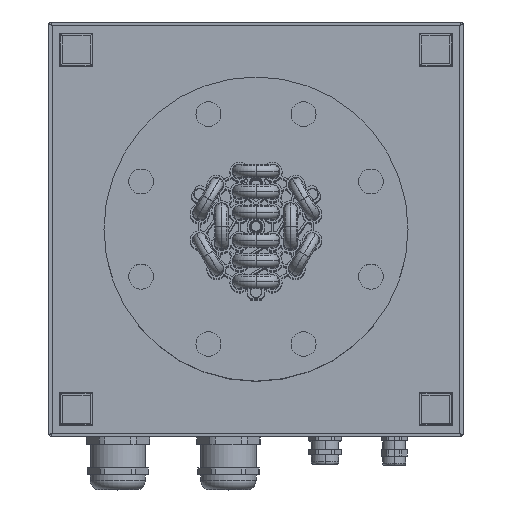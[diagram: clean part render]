
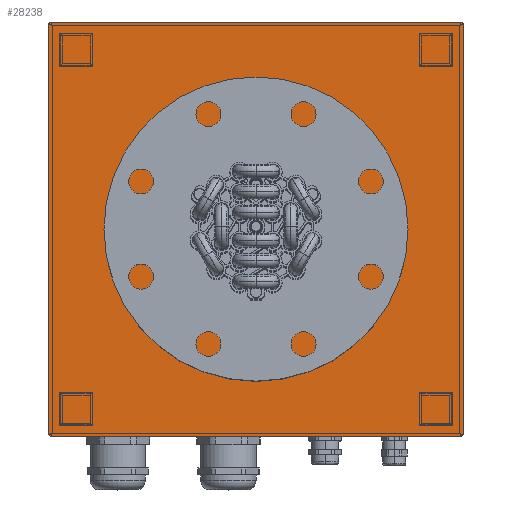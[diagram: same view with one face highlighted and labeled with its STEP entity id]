
A CAD part, top view. The second image highlights one B-rep face of the part: STEP entity #28238.
In plain terms, the highlighted face is planar.
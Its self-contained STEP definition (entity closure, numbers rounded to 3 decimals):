
#294 = DIRECTION ( 'NONE',  ( 1., 0., 0. ) ) ;
#527 = DIRECTION ( 'NONE',  ( 1., 0., 0. ) ) ;
#814 = VERTEX_POINT ( 'NONE', #17753 ) ;
#1198 = CIRCLE ( 'NONE', #13843, 58.15 ) ;
#1257 = EDGE_CURVE ( 'NONE', #2006, #14805, #41752, .T. ) ;
#2006 = VERTEX_POINT ( 'NONE', #12735 ) ;
#2210 = AXIS2_PLACEMENT_3D ( 'NONE', #2468, #37648, #15930 ) ;
#2468 = CARTESIAN_POINT ( 'NONE',  ( -148., 148., -4. ) ) ;
#2873 = DIRECTION ( 'NONE',  ( 0., 1., 0. ) ) ;
#2925 = CARTESIAN_POINT ( 'NONE',  ( -58.15, 0., -4. ) ) ;
#4455 = VERTEX_POINT ( 'NONE', #15975 ) ;
#4786 = VECTOR ( 'NONE', #23854, 1000. ) ;
#5284 = EDGE_CURVE ( 'NONE', #14505, #12446, #21436, .T. ) ;
#6195 = EDGE_LOOP ( 'NONE', ( #33926, #21178 ) ) ;
#6347 = DIRECTION ( 'NONE',  ( -1., 0., 0. ) ) ;
#6374 = EDGE_CURVE ( 'NONE', #41241, #2006, #22404, .T. ) ;
#6610 = ORIENTED_EDGE ( 'NONE', *, *, #1257, .F. ) ;
#6812 = CARTESIAN_POINT ( 'NONE',  ( 150., 148., -4. ) ) ;
#6863 = DIRECTION ( 'NONE',  ( 1., 0., 0. ) ) ;
#6891 = EDGE_CURVE ( 'NONE', #4455, #11608, #35040, .T. ) ;
#6947 = ORIENTED_EDGE ( 'NONE', *, *, #17942, .F. ) ;
#7258 = CARTESIAN_POINT ( 'NONE',  ( 148., -150., -4. ) ) ;
#7540 = VECTOR ( 'NONE', #9423, 1000. ) ;
#8239 = EDGE_CURVE ( 'NONE', #39704, #814, #36215, .T. ) ;
#9423 = DIRECTION ( 'NONE',  ( 0., -1., 0. ) ) ;
#9585 = DIRECTION ( 'NONE',  ( 0., 0., -1. ) ) ;
#9816 = DIRECTION ( 'NONE',  ( 0., 0., 1. ) ) ;
#11237 = ORIENTED_EDGE ( 'NONE', *, *, #5284, .F. ) ;
#11385 = EDGE_CURVE ( 'NONE', #27840, #4455, #34420, .T. ) ;
#11608 = VERTEX_POINT ( 'NONE', #38309 ) ;
#12302 = CARTESIAN_POINT ( 'NONE',  ( 148., 150., -4. ) ) ;
#12446 = VERTEX_POINT ( 'NONE', #13631 ) ;
#12735 = CARTESIAN_POINT ( 'NONE',  ( 150., -148., -4. ) ) ;
#13631 = CARTESIAN_POINT ( 'NONE',  ( -148., 150., -4. ) ) ;
#13843 = AXIS2_PLACEMENT_3D ( 'NONE', #35037, #9816, #294 ) ;
#14505 = VERTEX_POINT ( 'NONE', #12302 ) ;
#14644 = ORIENTED_EDGE ( 'NONE', *, *, #11385, .F. ) ;
#14805 = VERTEX_POINT ( 'NONE', #20841 ) ;
#15930 = DIRECTION ( 'NONE',  ( 1., 0., 0. ) ) ;
#15975 = CARTESIAN_POINT ( 'NONE',  ( -150., -148., -4. ) ) ;
#17243 = FACE_OUTER_BOUND ( 'NONE', #17273, .T. ) ;
#17273 = EDGE_LOOP ( 'NONE', ( #43140, #6610, #30032, #44975, #35147, #14644, #6947, #11237 ) ) ;
#17753 = CARTESIAN_POINT ( 'NONE',  ( 58.15, 0., -4. ) ) ;
#17942 = EDGE_CURVE ( 'NONE', #12446, #27840, #31080, .T. ) ;
#18007 = CARTESIAN_POINT ( 'NONE',  ( 0., 0., -4. ) ) ;
#20172 = LINE ( 'NONE', #34966, #4786 ) ;
#20246 = DIRECTION ( 'NONE',  ( -1., 0., 0. ) ) ;
#20841 = CARTESIAN_POINT ( 'NONE',  ( 150., 148., -4. ) ) ;
#21178 = ORIENTED_EDGE ( 'NONE', *, *, #8239, .T. ) ;
#21436 = LINE ( 'NONE', #24902, #43493 ) ;
#21725 = AXIS2_PLACEMENT_3D ( 'NONE', #29229, #28996, #527 ) ;
#22404 = CIRCLE ( 'NONE', #36436, 2. ) ;
#22845 = CARTESIAN_POINT ( 'NONE',  ( -150., 148., -4. ) ) ;
#23772 = CARTESIAN_POINT ( 'NONE',  ( 148., -148., -4. ) ) ;
#23854 = DIRECTION ( 'NONE',  ( 1., 0., 0. ) ) ;
#24263 = EDGE_CURVE ( 'NONE', #11608, #41241, #20172, .T. ) ;
#24902 = CARTESIAN_POINT ( 'NONE',  ( -148., 150., -4. ) ) ;
#25816 = VECTOR ( 'NONE', #2873, 1000. ) ;
#26078 = DIRECTION ( 'NONE',  ( 1., 0., 0. ) ) ;
#26950 = FACE_BOUND ( 'NONE', #6195, .T. ) ;
#27840 = VERTEX_POINT ( 'NONE', #22845 ) ;
#27846 = AXIS2_PLACEMENT_3D ( 'NONE', #38494, #9585, #20246 ) ;
#28238 = ADVANCED_FACE ( 'NONE', ( #26950, #17243 ), #41045, .T. ) ;
#28320 = EDGE_CURVE ( 'NONE', #814, #39704, #1198, .T. ) ;
#28996 = DIRECTION ( 'NONE',  ( 0., 0., 1. ) ) ;
#29229 = CARTESIAN_POINT ( 'NONE',  ( -148., -148., -4. ) ) ;
#29327 = EDGE_CURVE ( 'NONE', #14805, #14505, #43420, .T. ) ;
#30032 = ORIENTED_EDGE ( 'NONE', *, *, #6374, .F. ) ;
#30723 = DIRECTION ( 'NONE',  ( 0., 0., 1. ) ) ;
#31080 = CIRCLE ( 'NONE', #2210, 2. ) ;
#33926 = ORIENTED_EDGE ( 'NONE', *, *, #28320, .T. ) ;
#34420 = LINE ( 'NONE', #34651, #7540 ) ;
#34651 = CARTESIAN_POINT ( 'NONE',  ( -150., 148., -4. ) ) ;
#34966 = CARTESIAN_POINT ( 'NONE',  ( -148., -150., -4. ) ) ;
#35037 = CARTESIAN_POINT ( 'NONE',  ( 0., 0., -4. ) ) ;
#35040 = CIRCLE ( 'NONE', #21725, 2. ) ;
#35147 = ORIENTED_EDGE ( 'NONE', *, *, #6891, .F. ) ;
#35330 = AXIS2_PLACEMENT_3D ( 'NONE', #38731, #38049, #6347 ) ;
#36199 = DIRECTION ( 'NONE',  ( -1., 0., 0. ) ) ;
#36215 = CIRCLE ( 'NONE', #45086, 58.15 ) ;
#36436 = AXIS2_PLACEMENT_3D ( 'NONE', #23772, #30723, #6863 ) ;
#37648 = DIRECTION ( 'NONE',  ( 0., 0., 1. ) ) ;
#38049 = DIRECTION ( 'NONE',  ( 0., 0., 1. ) ) ;
#38309 = CARTESIAN_POINT ( 'NONE',  ( -148., -150., -4. ) ) ;
#38494 = CARTESIAN_POINT ( 'NONE',  ( 148., 148., -4. ) ) ;
#38731 = CARTESIAN_POINT ( 'NONE',  ( 148., 148., -4. ) ) ;
#39277 = DIRECTION ( 'NONE',  ( 0., 0., 1. ) ) ;
#39704 = VERTEX_POINT ( 'NONE', #2925 ) ;
#41045 = PLANE ( 'NONE',  #27846 ) ;
#41241 = VERTEX_POINT ( 'NONE', #7258 ) ;
#41752 = LINE ( 'NONE', #6812, #25816 ) ;
#43140 = ORIENTED_EDGE ( 'NONE', *, *, #29327, .F. ) ;
#43420 = CIRCLE ( 'NONE', #35330, 2. ) ;
#43493 = VECTOR ( 'NONE', #36199, 1000. ) ;
#44975 = ORIENTED_EDGE ( 'NONE', *, *, #24263, .F. ) ;
#45086 = AXIS2_PLACEMENT_3D ( 'NONE', #18007, #39277, #26078 ) ;
